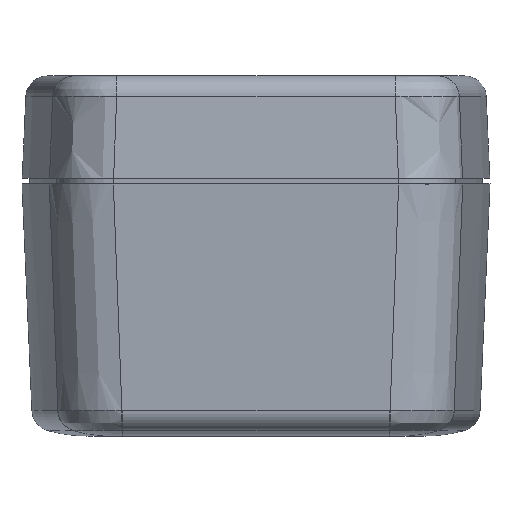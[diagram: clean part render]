
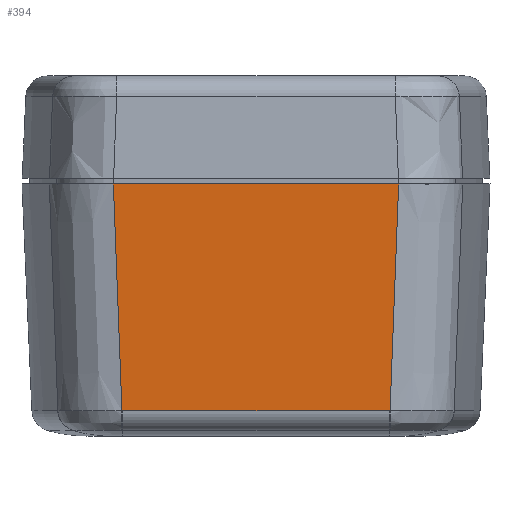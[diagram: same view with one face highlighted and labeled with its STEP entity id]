
A CAD part, left-side view. The second image highlights one B-rep face of the part: STEP entity #394.
In plain terms, the highlighted face is planar.
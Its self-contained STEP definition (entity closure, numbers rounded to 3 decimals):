
#394 = ADVANCED_FACE ( 'NONE', ( #3304 ), #6346, .T. ) ;
#480 = CARTESIAN_POINT ( 'NONE',  ( 58.626, -18.53, -3.519 ) ) ;
#641 = CARTESIAN_POINT ( 'NONE',  ( 58.626, -18.619, -3.52 ) ) ;
#959 = CARTESIAN_POINT ( 'NONE',  ( 59.248, -19.159, -17.785 ) ) ;
#1810 = EDGE_CURVE ( 'NONE', #29750, #30528, #9276, .T. ) ;
#3304 = FACE_OUTER_BOUND ( 'NONE', #7181, .T. ) ;
#3658 = CARTESIAN_POINT ( 'NONE',  ( 58.626, 18.53, -3.519 ) ) ;
#3660 = ORIENTED_EDGE ( 'NONE', *, *, #16515, .T. ) ;
#5434 = CARTESIAN_POINT ( 'NONE',  ( 60., -19.809, -35. ) ) ;
#5453 = ORIENTED_EDGE ( 'NONE', *, *, #1810, .T. ) ;
#5737 = VERTEX_POINT ( 'NONE', #11473 ) ;
#5921 = CARTESIAN_POINT ( 'NONE',  ( 58.626, 18.485, -3.519 ) ) ;
#6346 = PLANE ( 'NONE',  #24819 ) ;
#6349 = VECTOR ( 'NONE', #25405, 1000. ) ;
#6365 = EDGE_CURVE ( 'NONE', #5737, #31926, #26989, .T. ) ;
#6894 = LINE ( 'NONE', #16300, #8806 ) ;
#7181 = EDGE_LOOP ( 'NONE', ( #8841, #15903, #5453, #26391, #3660, #13446 ) ) ;
#7281 = CARTESIAN_POINT ( 'NONE',  ( 59.749, 19.592, -29.262 ) ) ;
#7496 = B_SPLINE_CURVE_WITH_KNOTS ( 'NONE', 3,
 ( #14495, #7281, #24256, #29229, #31804, #24685, #12219 ),
 .UNSPECIFIED., .F., .F.,
 ( 4, 3, 4 ),
 ( 0., 0.017, 0.032 ),
 .UNSPECIFIED. ) ;
#8094 = CARTESIAN_POINT ( 'NONE',  ( 58.833, -18.799, -8.275 ) ) ;
#8148 = CARTESIAN_POINT ( 'NONE',  ( 58.626, -18.574, -3.519 ) ) ;
#8684 = DIRECTION ( 'NONE',  ( 0.044, 0., -0.999 ) ) ;
#8806 = VECTOR ( 'NONE', #16186, 1000. ) ;
#8841 = ORIENTED_EDGE ( 'NONE', *, *, #22372, .T. ) ;
#9276 = B_SPLINE_CURVE_WITH_KNOTS ( 'NONE', 3,
 ( #641, #8094, #20543, #959, #25413, #18143, #5434 ),
 .UNSPECIFIED., .F., .F.,
 ( 4, 3, 4 ),
 ( 0.004, 0.018, 0.035 ),
 .UNSPECIFIED. ) ;
#10540 = CARTESIAN_POINT ( 'NONE',  ( 60., -19.809, -35. ) ) ;
#10803 = CARTESIAN_POINT ( 'NONE',  ( 58.626, -18.485, -3.519 ) ) ;
#11410 = CARTESIAN_POINT ( 'NONE',  ( 58.626, -18.619, -3.52 ) ) ;
#11473 = CARTESIAN_POINT ( 'NONE',  ( 58.626, 18.619, -3.52 ) ) ;
#12219 = CARTESIAN_POINT ( 'NONE',  ( 58.626, 18.619, -3.52 ) ) ;
#12684 = CARTESIAN_POINT ( 'NONE',  ( 58.626, -18.619, -3.52 ) ) ;
#13446 = ORIENTED_EDGE ( 'NONE', *, *, #6365, .T. ) ;
#13751 = EDGE_CURVE ( 'NONE', #30528, #28035, #6894, .T. ) ;
#14495 = CARTESIAN_POINT ( 'NONE',  ( 60., 19.809, -35. ) ) ;
#15903 = ORIENTED_EDGE ( 'NONE', *, *, #29145, .T. ) ;
#16186 = DIRECTION ( 'NONE',  ( 0., 1., 0. ) ) ;
#16300 = CARTESIAN_POINT ( 'NONE',  ( 60., 27.5, -35. ) ) ;
#16515 = EDGE_CURVE ( 'NONE', #28035, #5737, #7496, .T. ) ;
#17134 = CARTESIAN_POINT ( 'NONE',  ( 58.626, -18.485, -3.519 ) ) ;
#17291 = B_SPLINE_CURVE_WITH_KNOTS ( 'NONE', 3,
 ( #17134, #480, #8148, #12684 ),
 .UNSPECIFIED., .F., .F.,
 ( 4, 4 ),
 ( 0., 0. ),
 .UNSPECIFIED. ) ;
#18143 = CARTESIAN_POINT ( 'NONE',  ( 59.749, -19.592, -29.262 ) ) ;
#20215 = CARTESIAN_POINT ( 'NONE',  ( 58.626, 27.5, -3.519 ) ) ;
#20543 = CARTESIAN_POINT ( 'NONE',  ( 59.041, -18.979, -13.03 ) ) ;
#20933 = CARTESIAN_POINT ( 'NONE',  ( 58.626, 18.485, -3.519 ) ) ;
#21042 = CARTESIAN_POINT ( 'NONE',  ( 58.626, 18.574, -3.519 ) ) ;
#21088 = CARTESIAN_POINT ( 'NONE',  ( 60., 19.809, -35. ) ) ;
#21487 = VERTEX_POINT ( 'NONE', #10803 ) ;
#22372 = EDGE_CURVE ( 'NONE', #31926, #21487, #26472, .T. ) ;
#23516 = CARTESIAN_POINT ( 'NONE',  ( 58.626, 18.619, -3.52 ) ) ;
#23835 = DIRECTION ( 'NONE',  ( 0.999, 0., 0.044 ) ) ;
#24256 = CARTESIAN_POINT ( 'NONE',  ( 59.499, 19.376, -23.523 ) ) ;
#24685 = CARTESIAN_POINT ( 'NONE',  ( 58.833, 18.799, -8.275 ) ) ;
#24819 = AXIS2_PLACEMENT_3D ( 'NONE', #28590, #23835, #8684 ) ;
#25405 = DIRECTION ( 'NONE',  ( 0., -1., 0. ) ) ;
#25413 = CARTESIAN_POINT ( 'NONE',  ( 59.499, -19.376, -23.523 ) ) ;
#26391 = ORIENTED_EDGE ( 'NONE', *, *, #13751, .T. ) ;
#26472 = LINE ( 'NONE', #20215, #6349 ) ;
#26989 = B_SPLINE_CURVE_WITH_KNOTS ( 'NONE', 3,
 ( #23516, #21042, #3658, #20933 ),
 .UNSPECIFIED., .F., .F.,
 ( 4, 4 ),
 ( 0., 0. ),
 .UNSPECIFIED. ) ;
#28035 = VERTEX_POINT ( 'NONE', #21088 ) ;
#28590 = CARTESIAN_POINT ( 'NONE',  ( 60., 27.5, -35. ) ) ;
#29145 = EDGE_CURVE ( 'NONE', #21487, #29750, #17291, .T. ) ;
#29229 = CARTESIAN_POINT ( 'NONE',  ( 59.248, 19.159, -17.785 ) ) ;
#29750 = VERTEX_POINT ( 'NONE', #11410 ) ;
#30528 = VERTEX_POINT ( 'NONE', #10540 ) ;
#31804 = CARTESIAN_POINT ( 'NONE',  ( 59.041, 18.979, -13.03 ) ) ;
#31926 = VERTEX_POINT ( 'NONE', #5921 ) ;
